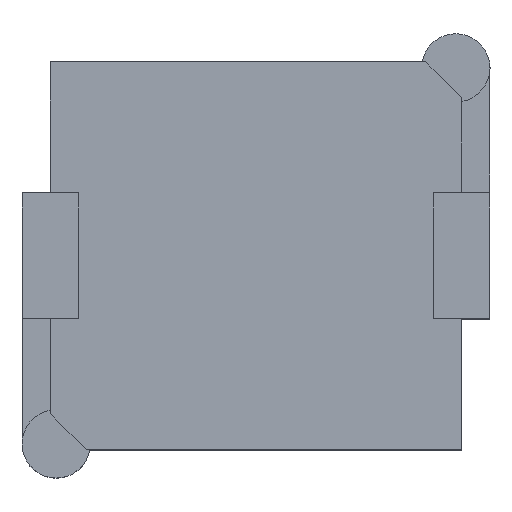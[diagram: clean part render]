
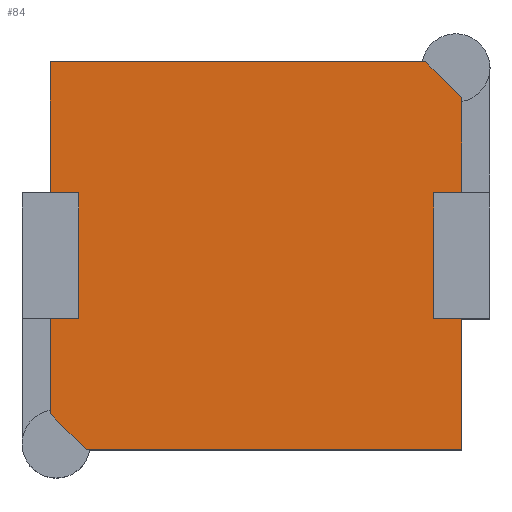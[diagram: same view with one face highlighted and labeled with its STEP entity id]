
A CAD part, top view. The second image highlights one B-rep face of the part: STEP entity #84.
In plain terms, the highlighted planar face has unit normal (0, 0, 1).
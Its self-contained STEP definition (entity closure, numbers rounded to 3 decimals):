
#26 = FACE_OUTER_BOUND ( 'NONE', #239, .T. ) ;
#38 = CARTESIAN_POINT ( 'NONE',  ( 2.83, 3.235, 2.9 ) ) ;
#58 = CARTESIAN_POINT ( 'NONE',  ( 3.43, 2.635, 2.9 ) ) ;
#84 = ADVANCED_FACE ( 'NONE', ( #26 ), #1172, .T. ) ;
#113 = CARTESIAN_POINT ( 'NONE',  ( -3.43, 3.235, 2.9 ) ) ;
#144 = ORIENTED_EDGE ( 'NONE', *, *, #340, .F. ) ;
#190 = CARTESIAN_POINT ( 'NONE',  ( 3.43, 2.635, 2.9 ) ) ;
#239 = EDGE_LOOP ( 'NONE', ( #1148, #1443, #1362, #1393, #144, #1519 ) ) ;
#308 = CARTESIAN_POINT ( 'NONE',  ( -3.43, 3.235, 2.9 ) ) ;
#340 = EDGE_CURVE ( 'NONE', #722, #833, #512, .T. ) ;
#349 = CARTESIAN_POINT ( 'NONE',  ( -3.43, -2.635, 2.9 ) ) ;
#392 = CARTESIAN_POINT ( 'NONE',  ( -3.43, 3.235, 2.9 ) ) ;
#398 = DIRECTION ( 'NONE',  ( 1., 0., 0. ) ) ;
#430 = CARTESIAN_POINT ( 'NONE',  ( 2.83, 3.235, 2.9 ) ) ;
#512 = LINE ( 'NONE', #2011, #631 ) ;
#528 = VECTOR ( 'NONE', #1769, 1000. ) ;
#529 = DIRECTION ( 'NONE',  ( 0.707, -0.707, 0. ) ) ;
#531 = LINE ( 'NONE', #1458, #528 ) ;
#559 = AXIS2_PLACEMENT_3D ( 'NONE', #392, #1358, #398 ) ;
#631 = VECTOR ( 'NONE', #1211, 1000. ) ;
#719 = LINE ( 'NONE', #113, #1188 ) ;
#722 = VERTEX_POINT ( 'NONE', #959 ) ;
#723 = DIRECTION ( 'NONE',  ( 0., -1., 0. ) ) ;
#760 = EDGE_CURVE ( 'NONE', #1695, #1484, #531, .T. ) ;
#773 = CARTESIAN_POINT ( 'NONE',  ( -3.43, -2.635, 2.9 ) ) ;
#814 = VERTEX_POINT ( 'NONE', #190 ) ;
#833 = VERTEX_POINT ( 'NONE', #1001 ) ;
#959 = CARTESIAN_POINT ( 'NONE',  ( 3.43, -3.235, 2.9 ) ) ;
#1001 = CARTESIAN_POINT ( 'NONE',  ( -2.83, -3.235, 2.9 ) ) ;
#1148 = ORIENTED_EDGE ( 'NONE', *, *, #1842, .F. ) ;
#1172 = PLANE ( 'NONE',  #559 ) ;
#1188 = VECTOR ( 'NONE', #2038, 1000. ) ;
#1211 = DIRECTION ( 'NONE',  ( -1., 0., 0. ) ) ;
#1284 = EDGE_CURVE ( 'NONE', #1484, #1421, #719, .T. ) ;
#1358 = DIRECTION ( 'NONE',  ( 0., 0., 1. ) ) ;
#1362 = ORIENTED_EDGE ( 'NONE', *, *, #760, .F. ) ;
#1393 = ORIENTED_EDGE ( 'NONE', *, *, #1820, .T. ) ;
#1421 = VERTEX_POINT ( 'NONE', #430 ) ;
#1443 = ORIENTED_EDGE ( 'NONE', *, *, #1284, .F. ) ;
#1453 = VECTOR ( 'NONE', #529, 1000. ) ;
#1458 = CARTESIAN_POINT ( 'NONE',  ( -3.43, -2.635, 2.9 ) ) ;
#1484 = VERTEX_POINT ( 'NONE', #308 ) ;
#1519 = ORIENTED_EDGE ( 'NONE', *, *, #1636, .F. ) ;
#1540 = VECTOR ( 'NONE', #723, 1000. ) ;
#1636 = EDGE_CURVE ( 'NONE', #814, #722, #1641, .T. ) ;
#1641 = LINE ( 'NONE', #58, #1540 ) ;
#1655 = DIRECTION ( 'NONE',  ( 0.707, -0.707, 0. ) ) ;
#1695 = VERTEX_POINT ( 'NONE', #773 ) ;
#1709 = LINE ( 'NONE', #38, #1823 ) ;
#1769 = DIRECTION ( 'NONE',  ( 0., 1., 0. ) ) ;
#1775 = LINE ( 'NONE', #349, #1453 ) ;
#1820 = EDGE_CURVE ( 'NONE', #1695, #833, #1775, .T. ) ;
#1823 = VECTOR ( 'NONE', #1655, 1000. ) ;
#1842 = EDGE_CURVE ( 'NONE', #1421, #814, #1709, .T. ) ;
#2011 = CARTESIAN_POINT ( 'NONE',  ( 3.43, -3.235, 2.9 ) ) ;
#2038 = DIRECTION ( 'NONE',  ( 1., 0., 0. ) ) ;
